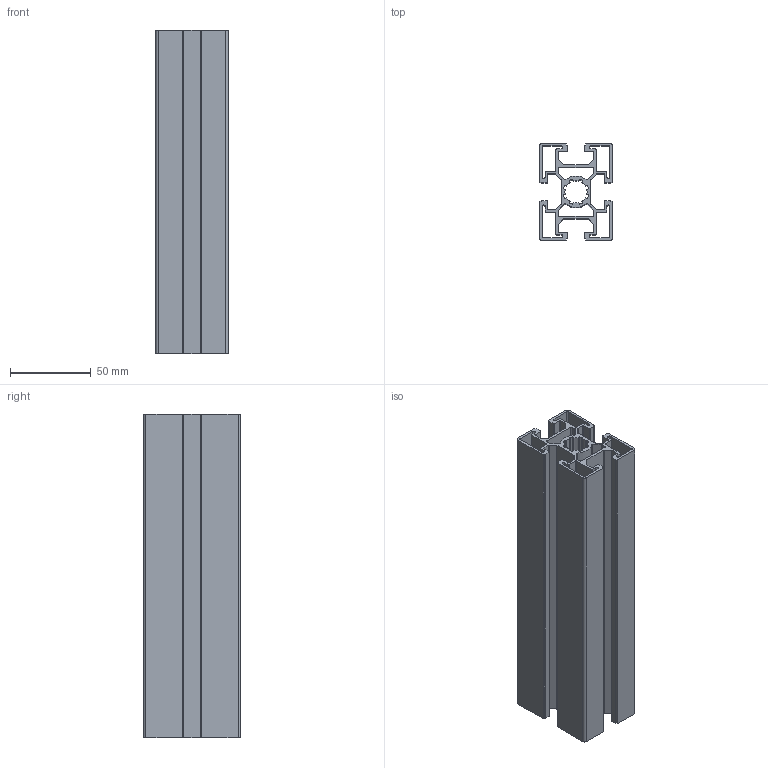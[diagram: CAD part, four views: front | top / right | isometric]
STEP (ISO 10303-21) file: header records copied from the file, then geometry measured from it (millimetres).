
FILE_DESCRIPTION (( 'STEP AP203' ), '1' );
FILE_NAME ('PERFIL 45X60 BASICO.STEP', '2015-12-15T10:43:18', ( '' ), ( '' ), 'SwSTEP 2.0', 'SolidWorks 2014', '' );
FILE_SCHEMA (( 'CONFIG_CONTROL_DESIGN' ));
Length unit declared in the file: millimetre
Products named in the file (1): PERFIL 45X60 BASICO
Bounding box: 45 x 60 x 200 mm (x, y, z)
Volume: 149020.9 mm3; surface area: 162963.3 mm2
Topology: 1 solids, 1 shells, 269 faces, 801 edges, 534 vertices
Faces by surface type: cylinder 157, plane 112
Entity records: 9254 total; most frequent: DIRECTION 1655, CARTESIAN_POINT 1605, ORIENTED_EDGE 1602, EDGE_CURVE 801, AXIS2_PLACEMENT_3D 584, VERTEX_POINT 534, VECTOR 487, LINE 487
